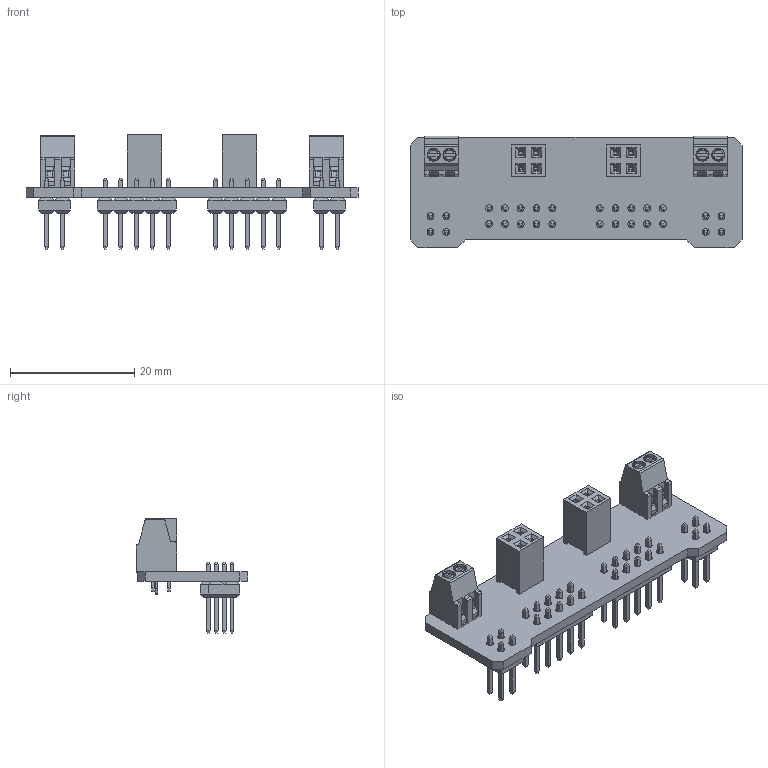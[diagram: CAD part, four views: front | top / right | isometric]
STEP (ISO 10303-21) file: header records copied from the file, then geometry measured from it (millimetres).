
FILE_DESCRIPTION(/* description */ (''),/* implementation_level */ '2;1');
FILE_NAME(/* name */ 'Wizard-Architect''s Mana Dock/v1/WAM-D.step',/* time_stamp */ '2020-08-09T16:34:04-07:00',/* author */ (''),/* organization */ (''),/* preprocessor_version */ 'ST-DEVELOPER v18.1',/* originating_system */ 'Autodesk Translation Framework v9.3.0.1241',/* authorisation */ '');
FILE_SCHEMA (('AUTOMOTIVE_DESIGN { 1 0 10303 214 3 1 1 }'));
Length unit declared in the file: millimetre
Products named in the file (7): WAM-D; PCB Component; Board; OSTVN02A150; M20-9760246; HEADER-2X2-F-8.5; M20-9760546
Assembly tree (10 placements, depth 3):
  WAM-D
    PCB Component
      Board
      OSTVN02A150  x2
      M20-9760246  x2
      HEADER-2X2-F-8.5  x2
      M20-9760546  x2
Bounding box: 53.34 x 17.93 x 18.41 mm (x, y, z)
Volume: 2578.4 mm3; surface area: 5938.2 mm2
Topology: 21 solids, 21 shells, 2042 faces, 5142 edges, 3238 vertices
Faces by surface type: plane 1666, cylinder 236, bspline 112, torus 16, cone 12
Full cylindrical faces by diameter (mm): 0.9 x8, 1.1 x4, 1.105 x28, 1.3 x4, 1.649 x4, 1.9 x4
Entity records: 38472 total; most frequent: CARTESIAN_POINT 12878, ORIENTED_EDGE 5298, DIRECTION 4860, EDGE_CURVE 2649, LINE 2176, VECTOR 2176, VERTEX_POINT 1671, AXIS2_PLACEMENT_3D 1342
